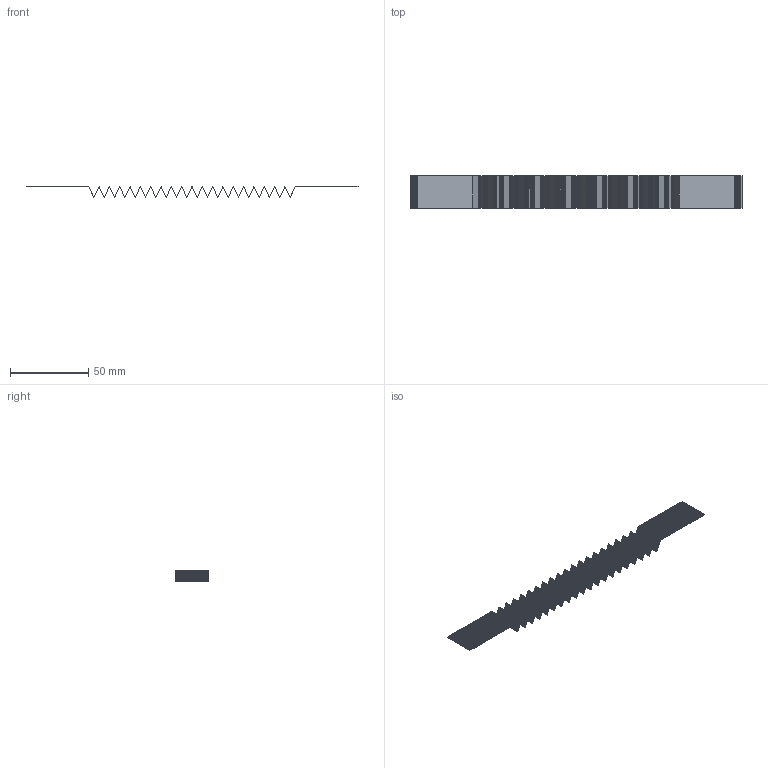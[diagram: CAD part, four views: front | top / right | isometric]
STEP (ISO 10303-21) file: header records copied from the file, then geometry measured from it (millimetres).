
FILE_DESCRIPTION(/* description */ ('Unknown'),/* implementation_level */ '2;1');
FILE_NAME(/* name */ '687640141002',/* time_stamp */ '2021-03-26T10:05:23+01:00',/* author */ ('Unknown'),/* organization */ ('Unknown'),/* preprocessor_version */ 'ST-DEVELOPER v16.7',/* originating_system */ 'DEX',/* authorisation */ $);
FILE_SCHEMA (('AUTOMOTIVE_DESIGN {1 0 10303 214 3 1 1}'));
Products named in the file (1): 6876xx141002
Bounding box: 211.96 x 20.5 x 7.5 mm (x, y, z)
Volume: 660.9 mm3; surface area: 27103.1 mm2
Topology: 1 solids, 1 shells, 3624 faces, 10938 edges, 7236 vertices
Faces by surface type: plane 3624
Entity records: 145720 total; most frequent: CARTESIAN_POINT 21919, ORIENTED_EDGE 21876, DIRECTION 18148, EDGE_CURVE 10938, LINE 10898, VECTOR 10898, VERTEX_POINT 7236, AXIS2_PLACEMENT_3D 3625
